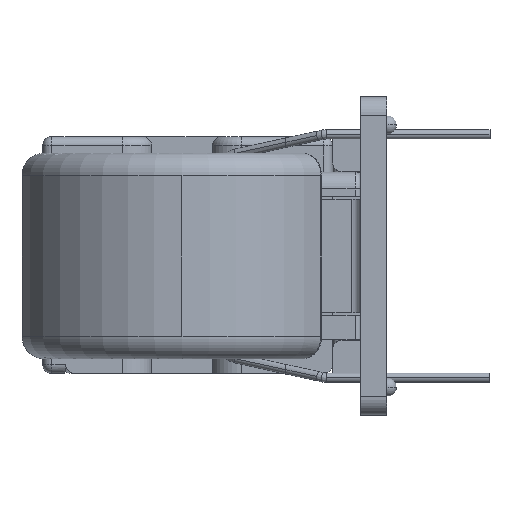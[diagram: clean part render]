
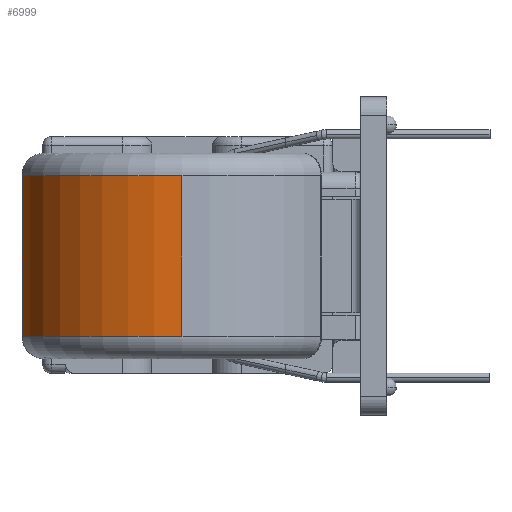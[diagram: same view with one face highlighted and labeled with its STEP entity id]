
A CAD part, left-side view. The second image highlights one B-rep face of the part: STEP entity #6999.
In plain terms, the highlighted cylindrical face has radius 8.75 mm (diameter 17.5 mm), a partial arc.
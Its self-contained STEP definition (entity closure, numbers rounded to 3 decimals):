
#51 = DIRECTION ( 'NONE',  ( 0., 0., -1. ) ) ;
#140 = ORIENTED_EDGE ( 'NONE', *, *, #769, .T. ) ;
#148 = DIRECTION ( 'NONE',  ( 0., 0., -1. ) ) ;
#745 = CARTESIAN_POINT ( 'NONE',  ( -8.75, 0., -4.3 ) ) ;
#769 = EDGE_CURVE ( 'NONE', #10016, #9737, #17256, .T. ) ;
#929 = ORIENTED_EDGE ( 'NONE', *, *, #17368, .T. ) ;
#939 = CARTESIAN_POINT ( 'NONE',  ( 0., 0., -4.3 ) ) ;
#948 = EDGE_LOOP ( 'NONE', ( #15674, #929, #17959, #140 ) ) ;
#992 = DIRECTION ( 'NONE',  ( 0., 0., 1. ) ) ;
#1055 = CIRCLE ( 'NONE', #9042, 8.75 ) ;
#1730 = CARTESIAN_POINT ( 'NONE',  ( -8.75, 0., 5.5 ) ) ;
#3851 = EDGE_CURVE ( 'NONE', #13342, #9737, #5766, .T. ) ;
#4511 = VECTOR ( 'NONE', #9325, 1000. ) ;
#4695 = CARTESIAN_POINT ( 'NONE',  ( 0., 0., 4.3 ) ) ;
#5234 = CARTESIAN_POINT ( 'NONE',  ( -1.904, 8.54, 4.3 ) ) ;
#5766 = LINE ( 'NONE', #1730, #6741 ) ;
#5938 = VERTEX_POINT ( 'NONE', #5234 ) ;
#5947 = CARTESIAN_POINT ( 'NONE',  ( 0., 0., 5.5 ) ) ;
#6179 = DIRECTION ( 'NONE',  ( 1., 0., 0. ) ) ;
#6741 = VECTOR ( 'NONE', #148, 1000. ) ;
#6999 = ADVANCED_FACE ( 'NONE', ( #18318 ), #18574, .T. ) ;
#7084 = CARTESIAN_POINT ( 'NONE',  ( -8.75, 0., 4.3 ) ) ;
#7353 = AXIS2_PLACEMENT_3D ( 'NONE', #5947, #7736, #18519 ) ;
#7363 = DIRECTION ( 'NONE',  ( 1., 0., 0. ) ) ;
#7736 = DIRECTION ( 'NONE',  ( 0., 0., -1. ) ) ;
#9042 = AXIS2_PLACEMENT_3D ( 'NONE', #4695, #51, #6179 ) ;
#9325 = DIRECTION ( 'NONE',  ( 0., 0., -1. ) ) ;
#9737 = VERTEX_POINT ( 'NONE', #745 ) ;
#10016 = VERTEX_POINT ( 'NONE', #10977 ) ;
#10690 = CARTESIAN_POINT ( 'NONE',  ( -1.904, 8.54, 5.5 ) ) ;
#10977 = CARTESIAN_POINT ( 'NONE',  ( -1.904, 8.54, -4.3 ) ) ;
#13342 = VERTEX_POINT ( 'NONE', #7084 ) ;
#15674 = ORIENTED_EDGE ( 'NONE', *, *, #3851, .F. ) ;
#17256 = CIRCLE ( 'NONE', #18089, 8.75 ) ;
#17368 = EDGE_CURVE ( 'NONE', #13342, #5938, #1055, .T. ) ;
#17959 = ORIENTED_EDGE ( 'NONE', *, *, #18861, .T. ) ;
#18089 = AXIS2_PLACEMENT_3D ( 'NONE', #939, #992, #7363 ) ;
#18318 = FACE_OUTER_BOUND ( 'NONE', #948, .T. ) ;
#18519 = DIRECTION ( 'NONE',  ( -1., 0., 0. ) ) ;
#18574 = CYLINDRICAL_SURFACE ( 'NONE', #7353, 8.75 ) ;
#18861 = EDGE_CURVE ( 'NONE', #5938, #10016, #19760, .T. ) ;
#19760 = LINE ( 'NONE', #10690, #4511 ) ;
